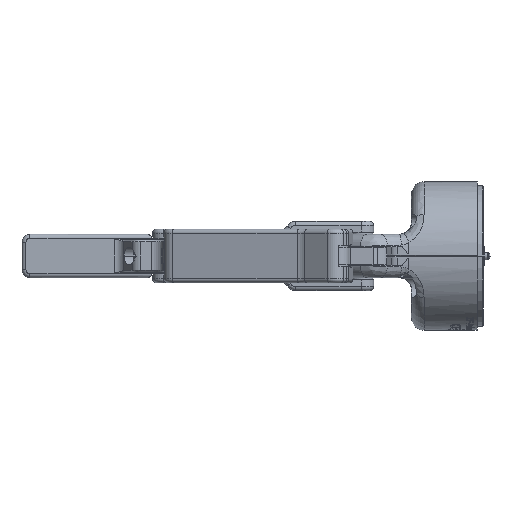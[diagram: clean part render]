
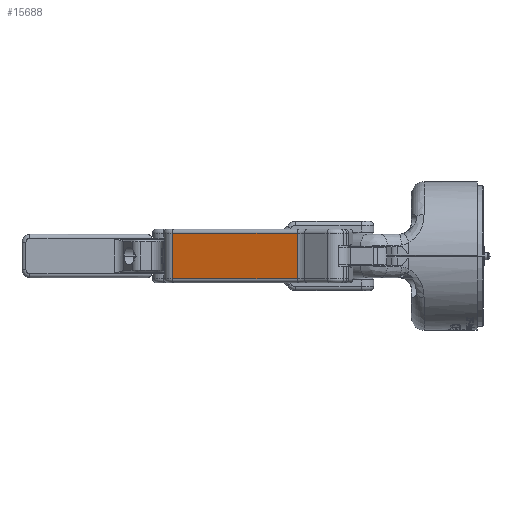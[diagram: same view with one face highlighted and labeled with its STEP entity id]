
A CAD part, left-side view. The second image highlights one B-rep face of the part: STEP entity #15688.
In plain terms, the highlighted planar face has unit normal (-0.957, 0.289, 0).
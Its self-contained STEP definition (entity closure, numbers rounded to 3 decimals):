
#4655 = CARTESIAN_POINT ( 'NONE',  ( -33.396, 157.22, -13.6 ) ) ;
#6095 = VERTEX_POINT ( 'NONE', #43309 ) ;
#6830 = ORIENTED_EDGE ( 'NONE', *, *, #77310, .T. ) ;
#13851 = EDGE_LOOP ( 'NONE', ( #6830, #144103, #104766, #57343 ) ) ;
#15553 = VECTOR ( 'NONE', #116655, 1000. ) ;
#15688 = ADVANCED_FACE ( 'NONE', ( #137788 ), #64925, .F. ) ;
#21212 = EDGE_CURVE ( 'NONE', #54202, #155305, #21670, .T. ) ;
#21670 = LINE ( 'NONE', #158105, #183780 ) ;
#26310 = VERTEX_POINT ( 'NONE', #132712 ) ;
#29564 = CARTESIAN_POINT ( 'NONE',  ( -33.396, 157.22, 11.6 ) ) ;
#33609 = LINE ( 'NONE', #154720, #193316 ) ;
#34990 = EDGE_CURVE ( 'NONE', #54202, #26310, #66515, .T. ) ;
#42417 = CARTESIAN_POINT ( 'NONE',  ( -52.48, 94.054, -13.6 ) ) ;
#43309 = CARTESIAN_POINT ( 'NONE',  ( -52.48, 94.054, 11.6 ) ) ;
#49272 = DIRECTION ( 'NONE',  ( 0., 0., 1. ) ) ;
#54202 = VERTEX_POINT ( 'NONE', #196614 ) ;
#55124 = CARTESIAN_POINT ( 'NONE',  ( -33.396, 157.22, -11.6 ) ) ;
#57343 = ORIENTED_EDGE ( 'NONE', *, *, #34990, .T. ) ;
#59433 = VECTOR ( 'NONE', #196631, 1000. ) ;
#64925 = PLANE ( 'NONE',  #188343 ) ;
#66515 = LINE ( 'NONE', #55124, #15553 ) ;
#77310 = EDGE_CURVE ( 'NONE', #26310, #6095, #185196, .T. ) ;
#80404 = DIRECTION ( 'NONE',  ( 0.957, -0.289, 0. ) ) ;
#104766 = ORIENTED_EDGE ( 'NONE', *, *, #21212, .F. ) ;
#110184 = DIRECTION ( 'NONE',  ( -0.289, -0.957, 0. ) ) ;
#116655 = DIRECTION ( 'NONE',  ( -0.289, -0.957, 0. ) ) ;
#130521 = EDGE_CURVE ( 'NONE', #6095, #155305, #33609, .T. ) ;
#132712 = CARTESIAN_POINT ( 'NONE',  ( -52.48, 94.054, -11.6 ) ) ;
#137788 = FACE_OUTER_BOUND ( 'NONE', #13851, .T. ) ;
#144103 = ORIENTED_EDGE ( 'NONE', *, *, #130521, .T. ) ;
#154720 = CARTESIAN_POINT ( 'NONE',  ( -33.396, 157.22, 11.6 ) ) ;
#155305 = VERTEX_POINT ( 'NONE', #29564 ) ;
#158105 = CARTESIAN_POINT ( 'NONE',  ( -33.396, 157.22, -13.6 ) ) ;
#170297 = DIRECTION ( 'NONE',  ( 0.289, 0.957, 0. ) ) ;
#183780 = VECTOR ( 'NONE', #49272, 1000. ) ;
#185196 = LINE ( 'NONE', #42417, #59433 ) ;
#188343 = AXIS2_PLACEMENT_3D ( 'NONE', #4655, #80404, #110184 ) ;
#193316 = VECTOR ( 'NONE', #170297, 1000. ) ;
#196614 = CARTESIAN_POINT ( 'NONE',  ( -33.396, 157.22, -11.6 ) ) ;
#196631 = DIRECTION ( 'NONE',  ( 0., 0., 1. ) ) ;
